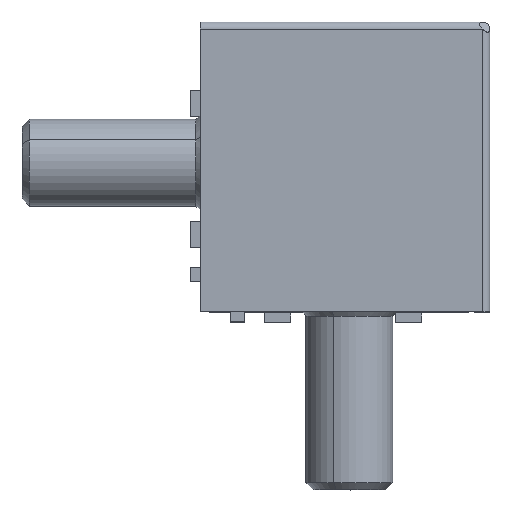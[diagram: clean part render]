
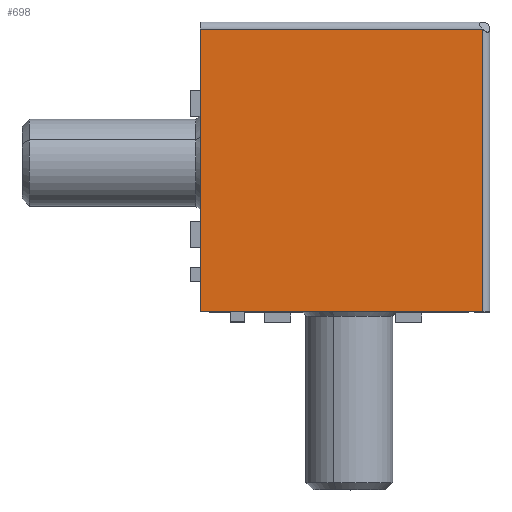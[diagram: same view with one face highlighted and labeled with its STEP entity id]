
A CAD part, top view. The second image highlights one B-rep face of the part: STEP entity #698.
In plain terms, the highlighted face is planar.
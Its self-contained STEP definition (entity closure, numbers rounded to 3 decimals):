
#66 = ORIENTED_EDGE ( 'NONE', *, *, #6634, .T. ) ;
#436 = VECTOR ( 'NONE', #2840, 1000. ) ;
#698 = ADVANCED_FACE ( 'NONE', ( #4057 ), #9266, .F. ) ;
#912 = DIRECTION ( 'NONE',  ( 1., 0., 0. ) ) ;
#1116 = VERTEX_POINT ( 'NONE', #2387 ) ;
#1377 = CARTESIAN_POINT ( 'NONE',  ( 0., 20., 20. ) ) ;
#1661 = DIRECTION ( 'NONE',  ( 0., 0., 1. ) ) ;
#1827 = CARTESIAN_POINT ( 'NONE',  ( 0., 0., 0.5 ) ) ;
#2163 = CARTESIAN_POINT ( 'NONE',  ( 0., 0., 20. ) ) ;
#2387 = CARTESIAN_POINT ( 'NONE',  ( 0., 0.5, 20. ) ) ;
#2840 = DIRECTION ( 'NONE',  ( 0., 0., -1. ) ) ;
#2871 = LINE ( 'NONE', #2163, #7202 ) ;
#2966 = DIRECTION ( 'NONE',  ( 0., -1., 0. ) ) ;
#3291 = CARTESIAN_POINT ( 'NONE',  ( 0., 0.5, 0.5 ) ) ;
#3595 = EDGE_CURVE ( 'NONE', #8168, #7102, #9480, .T. ) ;
#3827 = ORIENTED_EDGE ( 'NONE', *, *, #5428, .F. ) ;
#4057 = FACE_OUTER_BOUND ( 'NONE', #5290, .T. ) ;
#4325 = ORIENTED_EDGE ( 'NONE', *, *, #3595, .T. ) ;
#4609 = DIRECTION ( 'NONE',  ( 0., 0., -1. ) ) ;
#4632 = EDGE_CURVE ( 'NONE', #5505, #8168, #8344, .T. ) ;
#5192 = CARTESIAN_POINT ( 'NONE',  ( 0., 20., 20. ) ) ;
#5290 = EDGE_LOOP ( 'NONE', ( #4325, #66, #3827, #6118 ) ) ;
#5428 = EDGE_CURVE ( 'NONE', #5505, #1116, #2871, .T. ) ;
#5505 = VERTEX_POINT ( 'NONE', #1377 ) ;
#5672 = DIRECTION ( 'NONE',  ( 0., -1., 0. ) ) ;
#6118 = ORIENTED_EDGE ( 'NONE', *, *, #4632, .T. ) ;
#6222 = VECTOR ( 'NONE', #5672, 1000. ) ;
#6634 = EDGE_CURVE ( 'NONE', #7102, #1116, #7575, .T. ) ;
#6908 = CARTESIAN_POINT ( 'NONE',  ( 0., 0., 20. ) ) ;
#7102 = VERTEX_POINT ( 'NONE', #3291 ) ;
#7202 = VECTOR ( 'NONE', #2966, 1000. ) ;
#7575 = LINE ( 'NONE', #8368, #8686 ) ;
#8168 = VERTEX_POINT ( 'NONE', #9020 ) ;
#8344 = LINE ( 'NONE', #5192, #436 ) ;
#8368 = CARTESIAN_POINT ( 'NONE',  ( 0., 0.5, 20. ) ) ;
#8556 = AXIS2_PLACEMENT_3D ( 'NONE', #6908, #912, #4609 ) ;
#8686 = VECTOR ( 'NONE', #1661, 1000. ) ;
#9020 = CARTESIAN_POINT ( 'NONE',  ( 0., 20., 0.5 ) ) ;
#9266 = PLANE ( 'NONE',  #8556 ) ;
#9480 = LINE ( 'NONE', #1827, #6222 ) ;
